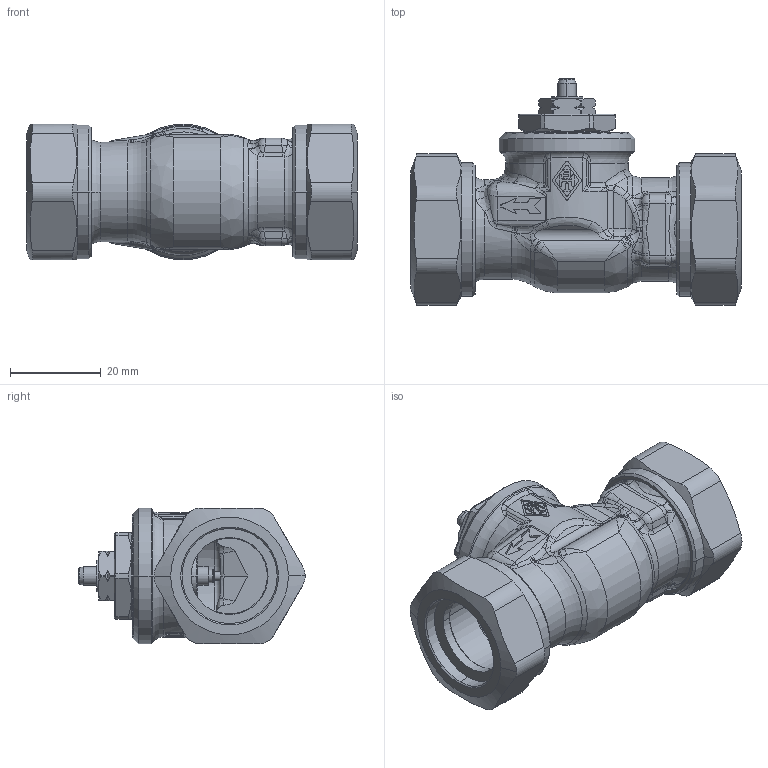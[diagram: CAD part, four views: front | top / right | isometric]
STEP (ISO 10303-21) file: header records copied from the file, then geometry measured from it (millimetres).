
FILE_DESCRIPTION((''),'2;1');
FILE_NAME('2276-22-000-GEWINDE-Z_SW0001','2015-07-01T',('marann'),(''),'PRO/ENGINEER BY PARAMETRIC TECHNOLOGY CORPORATION, 2011490','PRO/ENGINEER BY PARAMETRIC TECHNOLOGY CORPORATION, 2011490','');
FILE_SCHEMA(('CONFIG_CONTROL_DESIGN'));
Products named in the file (1): 2276-22-000-GEWINDE-Z_SW0001
Bounding box: 73 x 50 x 30 mm (x, y, z)
Volume: 28908.5 mm3; surface area: 18673.9 mm2
Topology: 1 solids, 2 shells, 947 faces, 2252 edges, 1340 vertices
Faces by surface type: bspline 272, cylinder 249, plane 198, cone 121, torus 91, sphere 16
Entity records: 40226 total; most frequent: CARTESIAN_POINT 20475, ORIENTED_EDGE 4496, DIRECTION 3641, EDGE_CURVE 2248, AXIS2_PLACEMENT_3D 1511, VERTEX_POINT 1340, EDGE_LOOP 986, FACE_OUTER_BOUND 947
